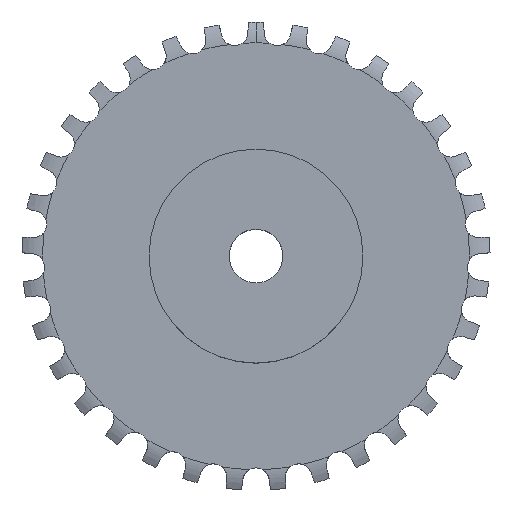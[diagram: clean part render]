
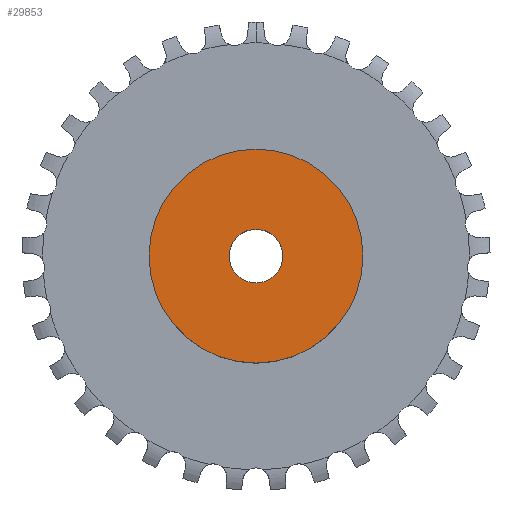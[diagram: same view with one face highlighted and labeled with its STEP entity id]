
A CAD part, top view. The second image highlights one B-rep face of the part: STEP entity #29853.
In plain terms, the highlighted planar face has unit normal (0, 0, 1).
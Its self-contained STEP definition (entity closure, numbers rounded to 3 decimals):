
#8701 = CYLINDRICAL_SURFACE('',#8702,20.);
#8702 = AXIS2_PLACEMENT_3D('',#8703,#8704,#8705);
#8703 = CARTESIAN_POINT('',(0.,0.,0.));
#8704 = DIRECTION('',(-0.,-0.,-1.));
#8705 = DIRECTION('',(1.,0.,0.));
#24073 = CYLINDRICAL_SURFACE('',#24074,5.);
#24074 = AXIS2_PLACEMENT_3D('',#24075,#24076,#24077);
#24075 = CARTESIAN_POINT('',(0.,0.,126.009));
#24076 = DIRECTION('',(0.,0.,1.));
#24077 = DIRECTION('',(1.,0.,-0.));
#27802 = VERTEX_POINT('',#27803);
#27803 = CARTESIAN_POINT('',(20.,0.,16.));
#27824 = EDGE_CURVE('',#27802,#27802,#27825,.T.);
#27825 = SURFACE_CURVE('',#27826,(#27831,#27838),.PCURVE_S1.);
#27826 = CIRCLE('',#27827,20.);
#27827 = AXIS2_PLACEMENT_3D('',#27828,#27829,#27830);
#27828 = CARTESIAN_POINT('',(0.,0.,16.));
#27829 = DIRECTION('',(0.,0.,1.));
#27830 = DIRECTION('',(1.,0.,0.));
#27831 = PCURVE('',#8701,#27832);
#27832 = DEFINITIONAL_REPRESENTATION('',(#27833),#27837);
#27833 = LINE('',#27834,#27835);
#27834 = CARTESIAN_POINT('',(-0.,-16.));
#27835 = VECTOR('',#27836,1.);
#27836 = DIRECTION('',(-1.,0.));
#27837 = ( GEOMETRIC_REPRESENTATION_CONTEXT(2) 
PARAMETRIC_REPRESENTATION_CONTEXT() REPRESENTATION_CONTEXT('2D SPACE',''
  ) );
#27838 = PCURVE('',#27839,#27844);
#27839 = PLANE('',#27840);
#27840 = AXIS2_PLACEMENT_3D('',#27841,#27842,#27843);
#27841 = CARTESIAN_POINT('',(0.,0.,16.));
#27842 = DIRECTION('',(-0.,0.,1.));
#27843 = DIRECTION('',(0.,-1.,0.));
#27844 = DEFINITIONAL_REPRESENTATION('',(#27845),#27849);
#27845 = CIRCLE('',#27846,20.);
#27846 = AXIS2_PLACEMENT_2D('',#27847,#27848);
#27847 = CARTESIAN_POINT('',(0.,0.));
#27848 = DIRECTION('',(0.,1.));
#27849 = ( GEOMETRIC_REPRESENTATION_CONTEXT(2) 
PARAMETRIC_REPRESENTATION_CONTEXT() REPRESENTATION_CONTEXT('2D SPACE',''
  ) );
#29807 = EDGE_CURVE('',#29808,#29808,#29810,.T.);
#29808 = VERTEX_POINT('',#29809);
#29809 = CARTESIAN_POINT('',(5.,0.,16.));
#29810 = SURFACE_CURVE('',#29811,(#29816,#29823),.PCURVE_S1.);
#29811 = CIRCLE('',#29812,5.);
#29812 = AXIS2_PLACEMENT_3D('',#29813,#29814,#29815);
#29813 = CARTESIAN_POINT('',(0.,0.,16.));
#29814 = DIRECTION('',(0.,0.,1.));
#29815 = DIRECTION('',(1.,0.,-0.));
#29816 = PCURVE('',#24073,#29817);
#29817 = DEFINITIONAL_REPRESENTATION('',(#29818),#29822);
#29818 = LINE('',#29819,#29820);
#29819 = CARTESIAN_POINT('',(0.,-110.009));
#29820 = VECTOR('',#29821,1.);
#29821 = DIRECTION('',(1.,0.));
#29822 = ( GEOMETRIC_REPRESENTATION_CONTEXT(2) 
PARAMETRIC_REPRESENTATION_CONTEXT() REPRESENTATION_CONTEXT('2D SPACE',''
  ) );
#29823 = PCURVE('',#27839,#29824);
#29824 = DEFINITIONAL_REPRESENTATION('',(#29825),#29829);
#29825 = CIRCLE('',#29826,5.);
#29826 = AXIS2_PLACEMENT_2D('',#29827,#29828);
#29827 = CARTESIAN_POINT('',(0.,0.));
#29828 = DIRECTION('',(0.,1.));
#29829 = ( GEOMETRIC_REPRESENTATION_CONTEXT(2) 
PARAMETRIC_REPRESENTATION_CONTEXT() REPRESENTATION_CONTEXT('2D SPACE',''
  ) );
#29853 = ADVANCED_FACE('',(#29854,#29857),#27839,.T.);
#29854 = FACE_BOUND('',#29855,.T.);
#29855 = EDGE_LOOP('',(#29856));
#29856 = ORIENTED_EDGE('',*,*,#27824,.T.);
#29857 = FACE_BOUND('',#29858,.T.);
#29858 = EDGE_LOOP('',(#29859));
#29859 = ORIENTED_EDGE('',*,*,#29807,.F.);
